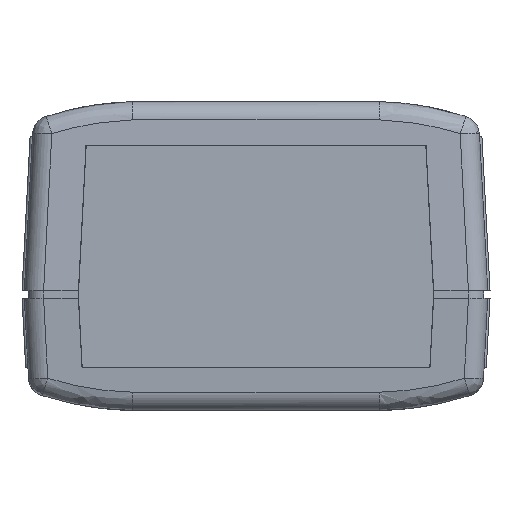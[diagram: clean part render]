
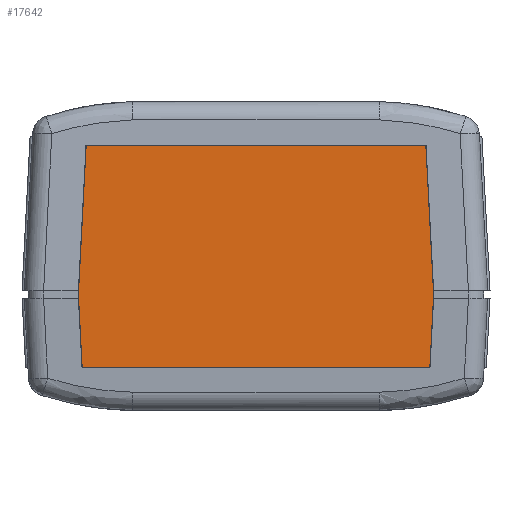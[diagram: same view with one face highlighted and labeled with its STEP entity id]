
A CAD part, front view. The second image highlights one B-rep face of the part: STEP entity #17642.
In plain terms, the highlighted planar face has unit normal (0, -1, 0).
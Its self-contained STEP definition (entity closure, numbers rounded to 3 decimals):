
#993 = CARTESIAN_POINT ( 'NONE',  ( -11751.69, 2485.802, 26.481 ) ) ;
#994 = LINE ( 'NONE', #993, #1044 ) ;
#1039 = DIRECTION ( 'NONE',  ( 0.052, 0., 0.999 ) ) ;
#1040 = VECTOR ( 'NONE', #1039, 1000. ) ;
#1041 = CARTESIAN_POINT ( 'NONE',  ( -11752.794, 2485.802, 7.231 ) ) ;
#1042 = LINE ( 'NONE', #1041, #1040 ) ;
#1043 = DIRECTION ( 'NONE',  ( 1., 0., 0. ) ) ;
#1044 = VECTOR ( 'NONE', #1043, 1000. ) ;
#9612 = EDGE_CURVE ( 'NONE', #9659, #17892, #21914, .T. ) ;
#9659 = VERTEX_POINT ( 'NONE', #21962 ) ;
#17504 = EDGE_LOOP ( 'NONE', ( #17778, #17709, #17864, #17850, #17798, #17863, #17766, #17808, #20085, #20086 ) ) ;
#17642 = ADVANCED_FACE ( 'NONE', ( #29372 ), #29361, .T. ) ;
#17709 = ORIENTED_EDGE ( 'NONE', *, *, #17890, .T. ) ;
#17714 = EDGE_CURVE ( 'NONE', #17835, #17771, #29539, .T. ) ;
#17766 = ORIENTED_EDGE ( 'NONE', *, *, #9612, .T. ) ;
#17771 = VERTEX_POINT ( 'NONE', #29631 ) ;
#17778 = ORIENTED_EDGE ( 'NONE', *, *, #17714, .F. ) ;
#17798 = ORIENTED_EDGE ( 'NONE', *, *, #17852, .F. ) ;
#17806 = EDGE_CURVE ( 'NONE', #17810, #17866, #29700, .T. ) ;
#17808 = ORIENTED_EDGE ( 'NONE', *, *, #20087, .F. ) ;
#17810 = VERTEX_POINT ( 'NONE', #29683 ) ;
#17835 = VERTEX_POINT ( 'NONE', #29718 ) ;
#17850 = ORIENTED_EDGE ( 'NONE', *, *, #17806, .F. ) ;
#17852 = EDGE_CURVE ( 'NONE', #17853, #17810, #29762, .T. ) ;
#17853 = VERTEX_POINT ( 'NONE', #29760 ) ;
#17858 = EDGE_CURVE ( 'NONE', #9659, #17853, #28720, .T. ) ;
#17863 = ORIENTED_EDGE ( 'NONE', *, *, #17858, .F. ) ;
#17864 = ORIENTED_EDGE ( 'NONE', *, *, #17869, .F. ) ;
#17866 = VERTEX_POINT ( 'NONE', #28951 ) ;
#17869 = EDGE_CURVE ( 'NONE', #17866, #17887, #29746, .T. ) ;
#17877 = EDGE_CURVE ( 'NONE', #17879, #17910, #29796, .T. ) ;
#17879 = VERTEX_POINT ( 'NONE', #29797 ) ;
#17887 = VERTEX_POINT ( 'NONE', #29846 ) ;
#17890 = EDGE_CURVE ( 'NONE', #17835, #17887, #29795, .T. ) ;
#17892 = VERTEX_POINT ( 'NONE', #29827 ) ;
#17910 = VERTEX_POINT ( 'NONE', #29866 ) ;
#20085 = ORIENTED_EDGE ( 'NONE', *, *, #17877, .T. ) ;
#20086 = ORIENTED_EDGE ( 'NONE', *, *, #20088, .F. ) ;
#20087 = EDGE_CURVE ( 'NONE', #17879, #17892, #994, .T. ) ;
#20088 = EDGE_CURVE ( 'NONE', #17771, #17910, #1042, .T. ) ;
#21908 = DIRECTION ( 'NONE',  ( 0., 0., -1. ) ) ;
#21909 = DIRECTION ( 'NONE',  ( 0., -1., 0. ) ) ;
#21910 = CARTESIAN_POINT ( 'NONE',  ( -11707.898, 2485.802, 26.381 ) ) ;
#21911 = AXIS2_PLACEMENT_3D ( 'NONE', #21910, #21909, #21908 ) ;
#21914 = CIRCLE ( 'NONE', #21911, 0.1 ) ;
#21962 = CARTESIAN_POINT ( 'NONE',  ( -11707.798, 2485.802, 26.386 ) ) ;
#28713 = CARTESIAN_POINT ( 'NONE',  ( -11707.798, 2485.802, 26.386 ) ) ;
#28720 = LINE ( 'NONE', #28713, #28957 ) ;
#28951 = CARTESIAN_POINT ( 'NONE',  ( -11707.387, 2485.802, -2.269 ) ) ;
#28957 = VECTOR ( 'NONE', #28965, 1000. ) ;
#28965 = DIRECTION ( 'NONE',  ( 0.052, 0., -0.999 ) ) ;
#29361 = PLANE ( 'NONE',  #29410 ) ;
#29372 = FACE_OUTER_BOUND ( 'NONE', #17504, .T. ) ;
#29402 = DIRECTION ( 'NONE',  ( 0., 0., -1. ) ) ;
#29403 = DIRECTION ( 'NONE',  ( 0., -1., 0. ) ) ;
#29404 = CARTESIAN_POINT ( 'NONE',  ( -11729.794, 2485.802, 12.006 ) ) ;
#29410 = AXIS2_PLACEMENT_3D ( 'NONE', #29404, #29403, #29402 ) ;
#29536 = DIRECTION ( 'NONE',  ( -0.052, 0., 0.999 ) ) ;
#29537 = VECTOR ( 'NONE', #29536, 1000. ) ;
#29538 = CARTESIAN_POINT ( 'NONE',  ( -11752.301, 2485.802, -2.174 ) ) ;
#29539 = LINE ( 'NONE', #29538, #29537 ) ;
#29631 = CARTESIAN_POINT ( 'NONE',  ( -11752.794, 2485.802, 7.231 ) ) ;
#29683 = CARTESIAN_POINT ( 'NONE',  ( -11707.287, 2485.802, -2.174 ) ) ;
#29684 = DIRECTION ( 'NONE',  ( 0., 0., -1. ) ) ;
#29685 = DIRECTION ( 'NONE',  ( 0., 1., 0. ) ) ;
#29686 = CARTESIAN_POINT ( 'NONE',  ( -11707.387, 2485.802, -2.169 ) ) ;
#29687 = AXIS2_PLACEMENT_3D ( 'NONE', #29686, #29685, #29684 ) ;
#29700 = CIRCLE ( 'NONE', #29687, 0.1 ) ;
#29718 = CARTESIAN_POINT ( 'NONE',  ( -11752.301, 2485.802, -2.174 ) ) ;
#29743 = DIRECTION ( 'NONE',  ( -1., 0., 0. ) ) ;
#29744 = VECTOR ( 'NONE', #29743, 1000. ) ;
#29745 = CARTESIAN_POINT ( 'NONE',  ( -11707.387, 2485.802, -2.269 ) ) ;
#29746 = LINE ( 'NONE', #29745, #29744 ) ;
#29749 = DIRECTION ( 'NONE',  ( -0.052, 0., -0.999 ) ) ;
#29756 = VECTOR ( 'NONE', #29749, 1000. ) ;
#29760 = CARTESIAN_POINT ( 'NONE',  ( -11706.794, 2485.802, 7.231 ) ) ;
#29761 = CARTESIAN_POINT ( 'NONE',  ( -11706.794, 2485.802, 7.231 ) ) ;
#29762 = LINE ( 'NONE', #29761, #29756 ) ;
#29788 = DIRECTION ( 'NONE',  ( 0., 0., -1. ) ) ;
#29789 = DIRECTION ( 'NONE',  ( 0., -1., 0. ) ) ;
#29790 = AXIS2_PLACEMENT_3D ( 'NONE', #29803, #29789, #29788 ) ;
#29795 = CIRCLE ( 'NONE', #29849, 0.1 ) ;
#29796 = CIRCLE ( 'NONE', #29790, 0.1 ) ;
#29797 = CARTESIAN_POINT ( 'NONE',  ( -11751.69, 2485.802, 26.481 ) ) ;
#29803 = CARTESIAN_POINT ( 'NONE',  ( -11751.69, 2485.802, 26.381 ) ) ;
#29827 = CARTESIAN_POINT ( 'NONE',  ( -11707.898, 2485.802, 26.481 ) ) ;
#29830 = DIRECTION ( 'NONE',  ( 0., 0., -1. ) ) ;
#29831 = DIRECTION ( 'NONE',  ( 0., -1., 0. ) ) ;
#29832 = CARTESIAN_POINT ( 'NONE',  ( -11752.201, 2485.802, -2.169 ) ) ;
#29846 = CARTESIAN_POINT ( 'NONE',  ( -11752.201, 2485.802, -2.269 ) ) ;
#29849 = AXIS2_PLACEMENT_3D ( 'NONE', #29832, #29831, #29830 ) ;
#29866 = CARTESIAN_POINT ( 'NONE',  ( -11751.79, 2485.802, 26.386 ) ) ;
